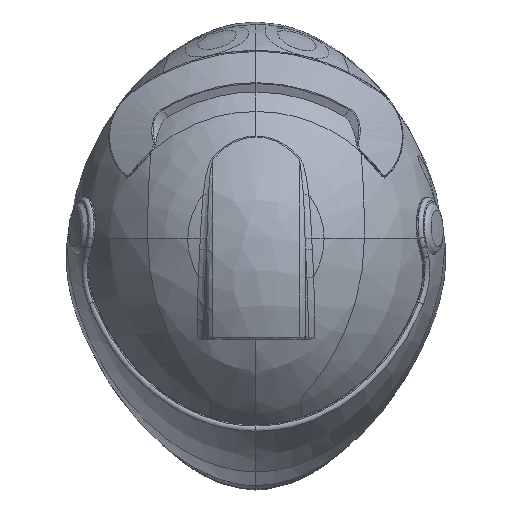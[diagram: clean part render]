
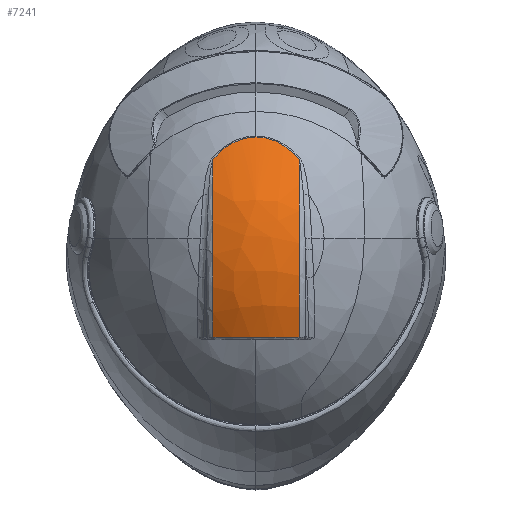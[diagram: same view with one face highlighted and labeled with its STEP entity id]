
A CAD part, top view. The second image highlights one B-rep face of the part: STEP entity #7241.
In plain terms, the highlighted free-form (B-spline) face has degree [3, 3] with [7, 4] control points.
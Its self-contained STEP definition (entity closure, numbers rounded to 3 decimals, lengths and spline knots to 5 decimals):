
#331=(
BOUNDED_SURFACE()
B_SPLINE_SURFACE(3,3,((#31629,#31630,#31631,#31632),(#31633,#31634,#31635,
#31636),(#31637,#31638,#31639,#31640),(#31641,#31642,#31643,#31644),(#31645,
#31646,#31647,#31648),(#31649,#31650,#31651,#31652),(#31653,#31654,#31655,
#31656)),.SURF_OF_REVOLUTION.,.F.,.F.,.F.)
B_SPLINE_SURFACE_WITH_KNOTS((4,1,1,1,4),(4,4),(0.04749,0.27374,
0.5,0.72626,0.95251),(0.,1.),
 .UNSPECIFIED.)
GEOMETRIC_REPRESENTATION_ITEM()
RATIONAL_B_SPLINE_SURFACE(((1.,0.916,0.916,1.),
(1.,0.916,0.916,1.),(1.,0.916,0.916,
1.),(1.,0.916,0.916,1.),(1.,0.916,0.916,
1.),(1.,0.916,0.916,1.),(1.,0.916,0.916,
1.)))
REPRESENTATION_ITEM('')
SURFACE()
);
#2119=ORIENTED_EDGE('',*,*,#3697,.T.);
#2120=ORIENTED_EDGE('',*,*,#3698,.T.);
#2121=ORIENTED_EDGE('',*,*,#3699,.T.);
#2122=ORIENTED_EDGE('',*,*,#3700,.T.);
#2123=ORIENTED_EDGE('',*,*,#3701,.T.);
#3697=EDGE_CURVE('',#4699,#4700,#5698,.T.);
#3698=EDGE_CURVE('',#4700,#4701,#5699,.T.);
#3699=EDGE_CURVE('',#4701,#4702,#5700,.T.);
#3700=EDGE_CURVE('',#4702,#4703,#5701,.T.);
#3701=EDGE_CURVE('',#4703,#4699,#5702,.T.);
#4699=VERTEX_POINT('',#31669);
#4700=VERTEX_POINT('',#31670);
#4701=VERTEX_POINT('',#31681);
#4702=VERTEX_POINT('',#31694);
#4703=VERTEX_POINT('',#31704);
#5698=B_SPLINE_CURVE_WITH_KNOTS('',3,(#31657,#31658,#31659,#31660,#31661,
#31662,#31663,#31664,#31665,#31666,#31667,#31668),.UNSPECIFIED.,.F.,.F.,
(4,1,1,1,1,1,1,1,1,4),(0.11284,0.13055,0.14826,
0.16598,0.18369,0.19255,0.20141,
0.21912,0.23684,0.25455),.UNSPECIFIED.);
#5699=B_SPLINE_CURVE_WITH_KNOTS('',3,(#31671,#31672,#31673,#31674,#31675,
#31676,#31677,#31678,#31679,#31680),.UNSPECIFIED.,.F.,.F.,(4,1,1,1,1,1,
1,4),(0.,0.01689,0.02534,0.03379,0.04224,
0.05068,0.05913,0.06758),.UNSPECIFIED.);
#5700=B_SPLINE_CURVE_WITH_KNOTS('',3,(#31682,#31683,#31684,#31685,#31686,
#31687,#31688,#31689,#31690,#31691,#31692,#31693),.UNSPECIFIED.,.F.,.F.,
(4,1,1,1,1,1,1,1,1,4),(0.00196,0.01942,0.03687,
0.05433,0.06306,0.07179,0.08925,
0.1067,0.12416,0.14162),.UNSPECIFIED.);
#5701=B_SPLINE_CURVE_WITH_KNOTS('',3,(#31695,#31696,#31697,#31698,#31699,
#31700,#31701,#31702,#31703),.UNSPECIFIED.,.F.,.F.,(4,1,1,1,1,1,4),(0.,
0.00967,0.01934,0.02418,0.02902,
0.03385,0.03869),.UNSPECIFIED.);
#5702=B_SPLINE_CURVE_WITH_KNOTS('',3,(#31705,#31706,#31707,#31708,#31709,
#31710,#31711,#31712,#31713),.UNSPECIFIED.,.F.,.F.,(4,1,1,1,1,1,4),(0.,
0.00963,0.01444,0.01926,0.02407,
0.02888,0.03851),.UNSPECIFIED.);
#6221=EDGE_LOOP('',(#2119,#2120,#2121,#2122,#2123));
#6651=FACE_BOUND('',#6221,.T.);
#7241=ADVANCED_FACE('',(#6651),#331,.F.);
#31629=CARTESIAN_POINT('',(-0.03299,0.26264,0.26687));
#31630=CARTESIAN_POINT('',(-0.03299,0.21659,0.29627));
#31631=CARTESIAN_POINT('',(-0.03299,0.16206,0.29952));
#31632=CARTESIAN_POINT('',(-0.03299,0.11284,0.2758));
#31633=CARTESIAN_POINT('',(-0.02792,0.26444,0.26797));
#31634=CARTESIAN_POINT('',(-0.02792,0.21801,0.29802));
#31635=CARTESIAN_POINT('',(-0.02792,0.16282,0.30164));
#31636=CARTESIAN_POINT('',(-0.02792,0.11286,0.27792));
#31637=CARTESIAN_POINT('',(-0.01716,0.26729,0.26971));
#31638=CARTESIAN_POINT('',(-0.01716,0.22024,0.30076));
#31639=CARTESIAN_POINT('',(-0.01716,0.16402,0.30496));
#31640=CARTESIAN_POINT('',(-0.01716,0.11288,0.28125));
#31641=CARTESIAN_POINT('',(0.,0.26877,0.27061));
#31642=CARTESIAN_POINT('',(0.,0.2214,0.30219));
#31643=CARTESIAN_POINT('',(0.,0.16465,0.3067));
#31644=CARTESIAN_POINT('',(0.,0.11289,0.28299));
#31645=CARTESIAN_POINT('',(0.01716,0.26729,0.26971));
#31646=CARTESIAN_POINT('',(0.01716,0.22024,0.30076));
#31647=CARTESIAN_POINT('',(0.01716,0.16402,0.30496));
#31648=CARTESIAN_POINT('',(0.01716,0.11288,0.28125));
#31649=CARTESIAN_POINT('',(0.02792,0.26444,0.26797));
#31650=CARTESIAN_POINT('',(0.02792,0.21801,0.29802));
#31651=CARTESIAN_POINT('',(0.02792,0.16282,0.30164));
#31652=CARTESIAN_POINT('',(0.02792,0.11286,0.27792));
#31653=CARTESIAN_POINT('',(0.03299,0.26264,0.26687));
#31654=CARTESIAN_POINT('',(0.03299,0.21659,0.29627));
#31655=CARTESIAN_POINT('',(0.03299,0.16206,0.29952));
#31656=CARTESIAN_POINT('',(0.03299,0.11284,0.2758));
#31657=CARTESIAN_POINT('',(-0.03299,0.24994,0.27415));
#31658=CARTESIAN_POINT('',(-0.03299,0.24473,0.27682));
#31659=CARTESIAN_POINT('',(-0.03299,0.23394,0.2816));
#31660=CARTESIAN_POINT('',(-0.03299,0.2169,0.28688));
#31661=CARTESIAN_POINT('',(-0.03299,0.19964,0.29012));
#31662=CARTESIAN_POINT('',(-0.03299,0.18507,0.29119));
#31663=CARTESIAN_POINT('',(-0.03299,0.17329,0.29103));
#31664=CARTESIAN_POINT('',(-0.03299,0.16148,0.2902));
#31665=CARTESIAN_POINT('',(-0.03299,0.14704,0.28791));
#31666=CARTESIAN_POINT('',(-0.03299,0.13014,0.28324));
#31667=CARTESIAN_POINT('',(-0.03299,0.11915,0.27879));
#31668=CARTESIAN_POINT('',(-0.03299,0.1138,0.27626));
#31669=CARTESIAN_POINT('',(-0.03299,0.24994,0.27415));
#31670=CARTESIAN_POINT('',(-0.03299,0.1138,0.27626));
#31671=CARTESIAN_POINT('',(-0.03299,0.1138,0.27626));
#31672=CARTESIAN_POINT('',(-0.02775,0.11379,0.27843));
#31673=CARTESIAN_POINT('',(-0.01967,0.11377,0.28087));
#31674=CARTESIAN_POINT('',(-0.00842,0.11376,0.28254));
#31675=CARTESIAN_POINT('',(-0.00001,0.11376,0.28295));
#31676=CARTESIAN_POINT('',(0.00837,0.11376,0.28254));
#31677=CARTESIAN_POINT('',(0.01675,0.11377,0.28131));
#31678=CARTESIAN_POINT('',(0.02503,0.11378,0.27925));
#31679=CARTESIAN_POINT('',(0.03037,0.11379,0.27734));
#31680=CARTESIAN_POINT('',(0.03299,0.1138,0.27626));
#31681=CARTESIAN_POINT('',(0.03299,0.1138,0.27626));
#31682=CARTESIAN_POINT('',(0.03299,0.1138,0.27626));
#31683=CARTESIAN_POINT('',(0.03299,0.11915,0.27879));
#31684=CARTESIAN_POINT('',(0.03299,0.13003,0.28319));
#31685=CARTESIAN_POINT('',(0.03299,0.14685,0.28787));
#31686=CARTESIAN_POINT('',(0.03299,0.16127,0.29017));
#31687=CARTESIAN_POINT('',(0.03299,0.17311,0.29103));
#31688=CARTESIAN_POINT('',(0.03299,0.18492,0.29119));
#31689=CARTESIAN_POINT('',(0.03299,0.19952,0.29014));
#31690=CARTESIAN_POINT('',(0.03299,0.21682,0.2869));
#31691=CARTESIAN_POINT('',(0.03299,0.23391,0.28161));
#31692=CARTESIAN_POINT('',(0.03299,0.24472,0.27683));
#31693=CARTESIAN_POINT('',(0.03299,0.24994,0.27415));
#31694=CARTESIAN_POINT('',(0.03299,0.24994,0.27415));
#31695=CARTESIAN_POINT('',(0.03299,0.24994,0.27415));
#31696=CARTESIAN_POINT('',(0.031,0.25248,0.27369));
#31697=CARTESIAN_POINT('',(0.02665,0.25716,0.27283));
#31698=CARTESIAN_POINT('',(0.02002,0.26189,0.27194));
#31699=CARTESIAN_POINT('',(0.01425,0.26467,0.27141));
#31700=CARTESIAN_POINT('',(0.00967,0.26624,0.2711));
#31701=CARTESIAN_POINT('',(0.00487,0.26724,0.27089));
#31702=CARTESIAN_POINT('',(0.00164,0.26747,0.27084));
#31703=CARTESIAN_POINT('',(0.,0.26747,0.27084));
#31704=CARTESIAN_POINT('',(0.,0.26747,0.27084));
#31705=CARTESIAN_POINT('',(0.,0.26747,0.27084));
#31706=CARTESIAN_POINT('',(-0.00328,0.26747,0.27084));
#31707=CARTESIAN_POINT('',(-0.00803,0.26679,0.27099));
#31708=CARTESIAN_POINT('',(-0.01418,0.2647,0.2714));
#31709=CARTESIAN_POINT('',(-0.01856,0.26259,0.27181));
#31710=CARTESIAN_POINT('',(-0.02262,0.26004,0.27229));
#31711=CARTESIAN_POINT('',(-0.0277,0.25603,0.27304));
#31712=CARTESIAN_POINT('',(-0.031,0.25248,0.27369));
#31713=CARTESIAN_POINT('',(-0.03299,0.24994,0.27415));
